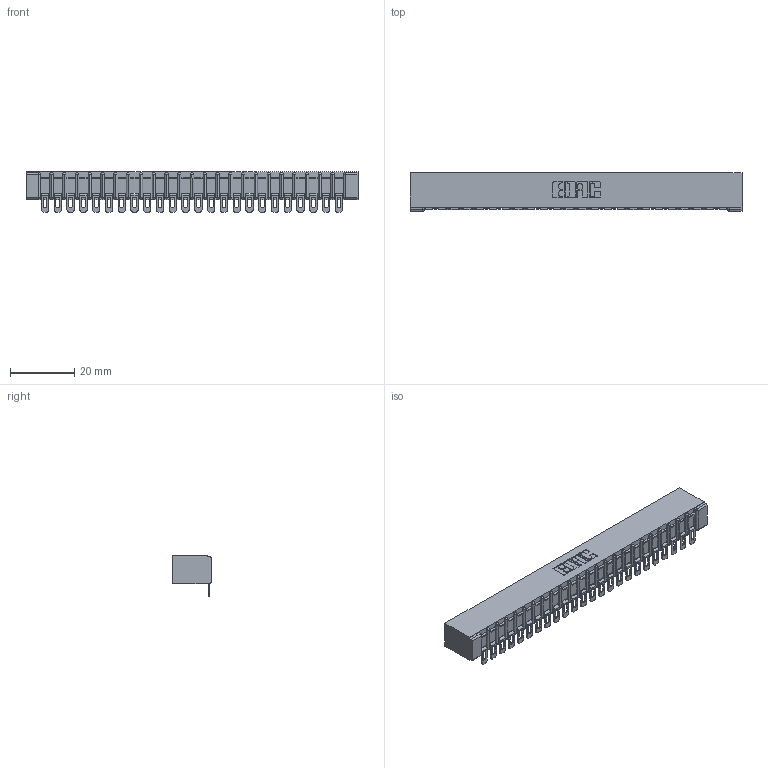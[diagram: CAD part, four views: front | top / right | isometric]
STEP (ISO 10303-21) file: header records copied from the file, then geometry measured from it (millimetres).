
FILE_DESCRIPTION (( 'STEP AP203' ), '1' );
FILE_NAME ('357-024-454-101.STEP', '2020-10-01T13:59:19', ( '' ), ( '' ), 'SwSTEP 2.0', 'SolidWorks 2020', '' );
FILE_SCHEMA (( 'CONFIG_CONTROL_DESIGN' ));
Length unit declared in the file: inch
Products named in the file (3): 307 Part_No Mounting Lugs; 357-024-454-101; 307-290-002_554
Assembly tree (25 placements, depth 2):
  357-024-454-101
    307 Part_No Mounting Lugs
    307-290-002_554  x24
Bounding box: 102.97 x 12.01 x 12.52 mm (x, y, z)
Volume: 7050 mm3; surface area: 13539.9 mm2
Topology: 25 solids, 25 shells, 2079 faces, 6371 edges, 4178 vertices
Faces by surface type: plane 1170, cylinder 859, sphere 50
Entity records: 23481 total; most frequent: CARTESIAN_POINT 3958, ORIENTED_EDGE 3948, DIRECTION 3858, EDGE_CURVE 1974, LINE 1498, VECTOR 1498, VERTEX_POINT 1280, AXIS2_PLACEMENT_3D 1180
